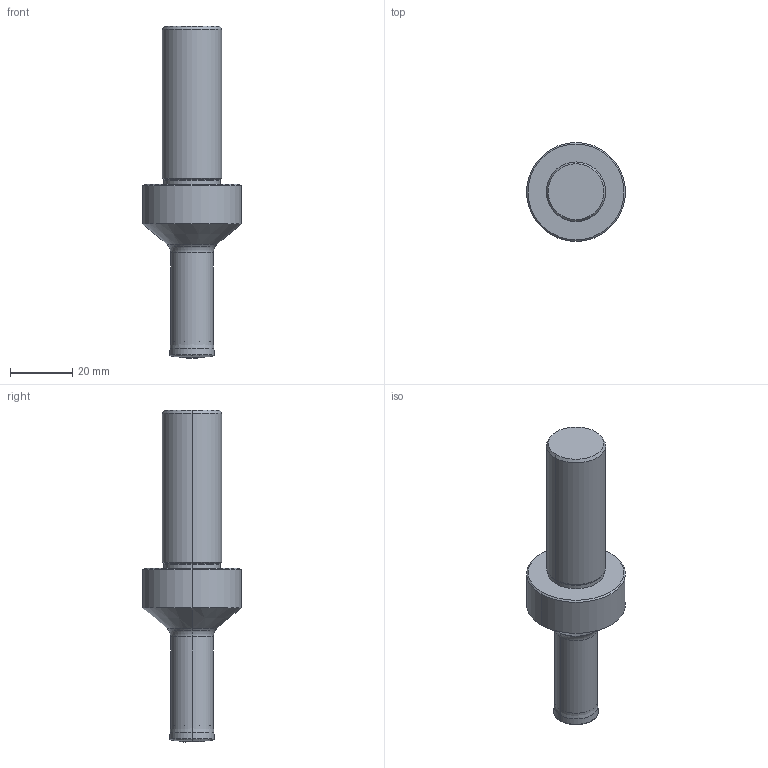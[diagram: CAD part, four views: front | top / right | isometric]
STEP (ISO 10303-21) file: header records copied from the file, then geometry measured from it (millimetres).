
FILE_DESCRIPTION(/* description */ (''),/* implementation_level */ '2;1');
FILE_NAME(/* name */ 'MVX0562X2C075_IR0_016.stp',/* time_stamp */ '2024-06-10T18:16:40+09:00',/* author */ (''),/* organization */ (''),/* preprocessor_version */ 'ST-DEVELOPER v16',/* originating_system */ 'SIEMENS PLM Software NX 10.0',/* authorisation */ '');
FILE_SCHEMA (('AUTOMOTIVE_DESIGN { 1 0 10303 214 3 1 1 1 }'));
Length unit declared in the file: millimetre
Products named in the file (1): MVX0562X2C075_IR0_016_ASM
Bounding box: 31.75 x 31.75 x 106.49 mm (x, y, z)
Volume: 33506.9 mm3; surface area: 8043 mm2
Topology: 2 solids, 2 shells, 65 faces, 151 edges, 109 vertices
Faces by surface type: cone 30, bspline 10, torus 8, cylinder 8, revolution 6, plane 3
Entity records: 2284 total; most frequent: CARTESIAN_POINT 708, DIRECTION 345, ORIENTED_EDGE 252, AXIS2_PLACEMENT_3D 145, EDGE_CURVE 126, CIRCLE 88, EDGE_LOOP 66, VERTEX_POINT 66
